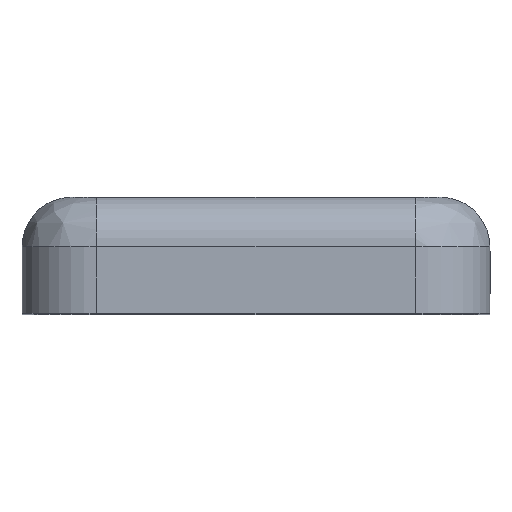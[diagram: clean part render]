
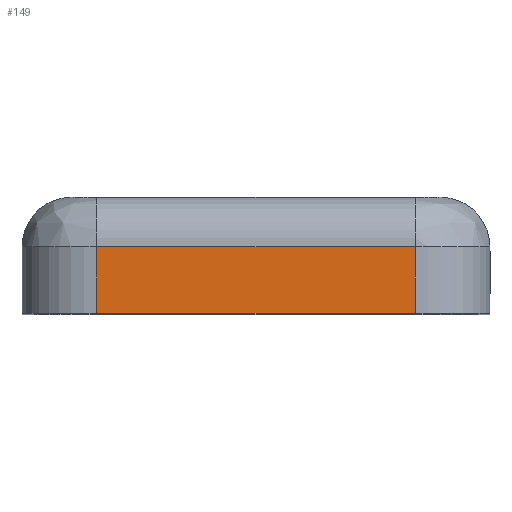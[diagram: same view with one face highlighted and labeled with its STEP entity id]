
A CAD part, top view. The second image highlights one B-rep face of the part: STEP entity #149.
In plain terms, the highlighted planar face has unit normal (0, 0, 1).
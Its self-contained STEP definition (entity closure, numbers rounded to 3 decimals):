
#149 = ADVANCED_FACE( 'NONE', ( #332 ), #333, .T. );
#332 = FACE_OUTER_BOUND( '', #689, .T. );
#333 = PLANE( '', #690 );
#689 = EDGE_LOOP( '', ( #1076, #1077, #1078, #1079 ) );
#690 = AXIS2_PLACEMENT_3D( '', #1080, #1081, #1082 );
#1076 = ORIENTED_EDGE( '', *, *, #1578, .T. );
#1077 = ORIENTED_EDGE( '', *, *, #1480, .F. );
#1078 = ORIENTED_EDGE( '', *, *, #1579, .F. );
#1079 = ORIENTED_EDGE( '', *, *, #1564, .T. );
#1080 = CARTESIAN_POINT( '', ( -3.85, 0., 11. ) );
#1081 = DIRECTION( '', ( 0., 0., 1. ) );
#1082 = DIRECTION( '', ( 1., 0., 0. ) );
#1480 = EDGE_CURVE( 'NONE', #1719, #1743, #1744, .T. );
#1564 = EDGE_CURVE( 'NONE', #1881, #1879, #1882, .T. );
#1578 = EDGE_CURVE( 'NONE', #1879, #1743, #1900, .T. );
#1579 = EDGE_CURVE( 'NONE', #1881, #1719, #1901, .T. );
#1719 = VERTEX_POINT( 'NONE', #2076 );
#1743 = VERTEX_POINT( 'NONE', #2104 );
#1744 = LINE( '', #2105, #2106 );
#1879 = VERTEX_POINT( 'NONE', #2274 );
#1881 = VERTEX_POINT( 'NONE', #2276 );
#1882 = LINE( '', #2277, #2278 );
#1900 = LINE( '', #2298, #2299 );
#1901 = LINE( '', #2300, #2301 );
#2076 = CARTESIAN_POINT( '', ( 3.85, -1.2, 11. ) );
#2104 = CARTESIAN_POINT( '', ( 3.85, -2.8, 11. ) );
#2105 = CARTESIAN_POINT( '', ( 3.85, 0., 11. ) );
#2106 = VECTOR( '', #2530, 1000. );
#2274 = CARTESIAN_POINT( '', ( -3.85, -2.8, 11. ) );
#2276 = CARTESIAN_POINT( '', ( -3.85, -1.2, 11. ) );
#2277 = CARTESIAN_POINT( '', ( -3.85, 0., 11. ) );
#2278 = VECTOR( '', #2657, 1000. );
#2298 = CARTESIAN_POINT( '', ( -3.85, -2.8, 11. ) );
#2299 = VECTOR( '', #2681, 1000. );
#2300 = CARTESIAN_POINT( '', ( -3.85, -1.2, 11. ) );
#2301 = VECTOR( '', #2682, 1000. );
#2530 = DIRECTION( '', ( 0., -1., 0. ) );
#2657 = DIRECTION( '', ( 0., -1., 0. ) );
#2681 = DIRECTION( '', ( 1., 0., 0. ) );
#2682 = DIRECTION( '', ( 1., 0., 0. ) );
